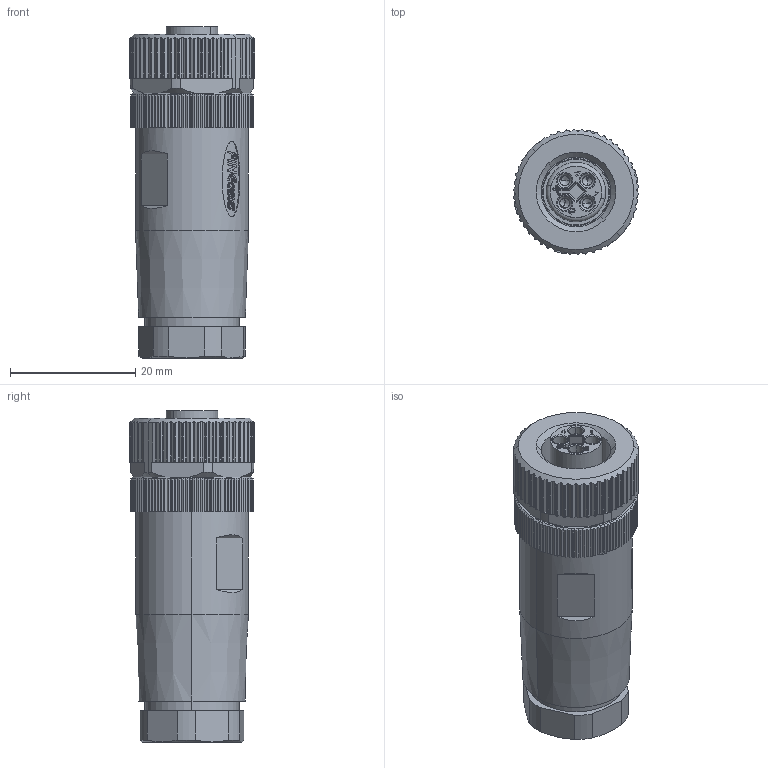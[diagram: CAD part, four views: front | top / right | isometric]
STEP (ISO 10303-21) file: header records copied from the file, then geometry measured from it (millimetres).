
FILE_DESCRIPTION (( 'STEP AP203' ), '1' );
FILE_NAME ('P167.STEP', '2020-05-12T09:01:13', ( 'edpusr' ), ( 'Microsoft' ), 'SwSTEP 2.0', 'SolidWorks 2015', '' );
FILE_SCHEMA (( 'CONFIG_CONTROL_DESIGN' ));
Length unit declared in the file: millimetre
Products named in the file (1): P167
Bounding box: 19.99 x 19.99 x 52.93 mm (x, y, z)
Volume: 11764.7 mm3; surface area: 5635.5 mm2
Topology: 1 solids, 1 shells, 1174 faces, 3327 edges, 2192 vertices
Faces by surface type: plane 473, cylinder 386, bspline 184, cone 79, torus 52
Entity records: 45496 total; most frequent: CARTESIAN_POINT 16757, ORIENTED_EDGE 6638, DIRECTION 5094, EDGE_CURVE 3319, VERTEX_POINT 2192, AXIS2_PLACEMENT_3D 1779, LINE 1536, VECTOR 1536
